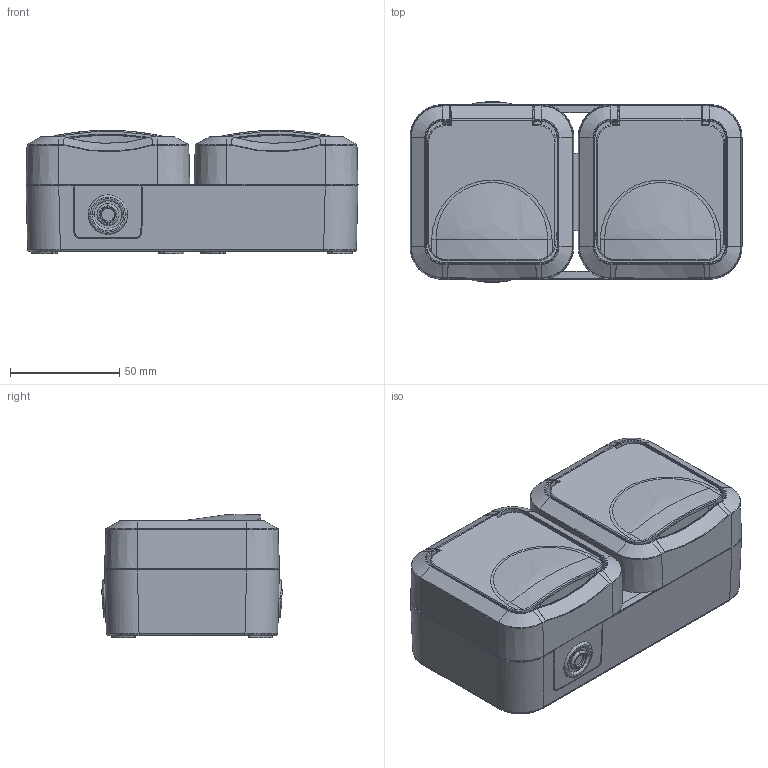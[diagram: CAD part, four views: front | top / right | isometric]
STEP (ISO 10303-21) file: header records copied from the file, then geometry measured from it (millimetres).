
FILE_DESCRIPTION (( 'STEP AP203' ), '1' );
FILE_NAME ('TORS Ðîçåòêà 2-àÿ ñ ç_ê êð. ãîðèç. 16À IP55 .STEP', '2025-01-31T09:56:34', ( '' ), ( '' ), 'SwSTEP 2.0', 'SolidWorks 2022', '' );
FILE_SCHEMA (( 'CONFIG_CONTROL_DESIGN' ));
Products named in the file (1): TORS Розетка 2-ая с з_к кр. гориз. 16А IP55 
Bounding box: 152 x 82.52 x 56.49 mm (x, y, z)
Surface area: 159589.5 mm2 (no closed solid volume)
Topology: 0 solids, 13 shells, 2156 faces, 5803 edges, 3708 vertices
Faces by surface type: plane 1211, cylinder 521, cone 177, bspline 117, torus 82, sphere 48
Full cylindrical faces by diameter (mm): 15.8 x2
Entity records: 85793 total; most frequent: CARTESIAN_POINT 35130, ORIENTED_EDGE 11598, DIRECTION 8956, EDGE_CURVE 5805, VERTEX_POINT 3710, AXIS2_PLACEMENT_3D 3047, VECTOR 2862, LINE 2862
